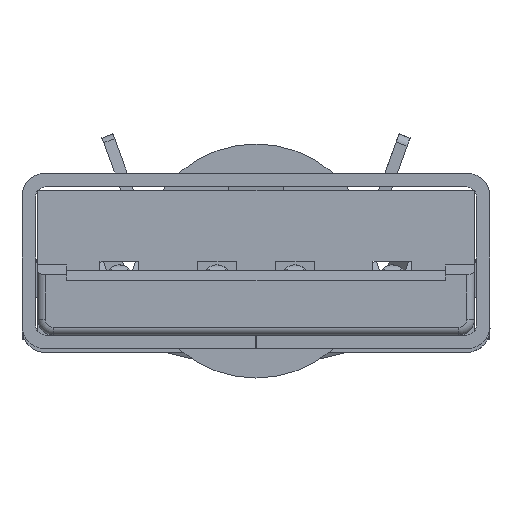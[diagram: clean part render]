
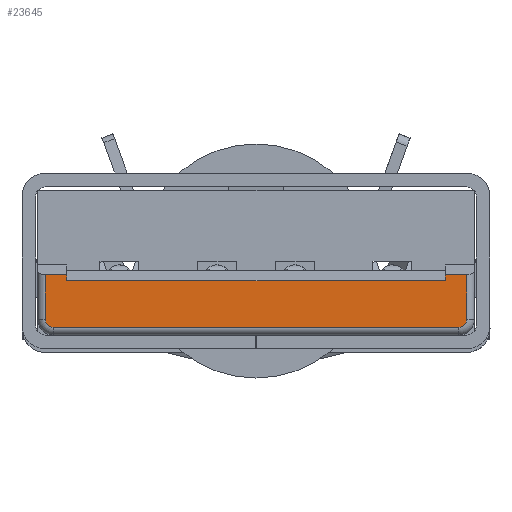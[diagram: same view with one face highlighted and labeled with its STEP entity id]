
A CAD part, left-side view. The second image highlights one B-rep face of the part: STEP entity #23645.
In plain terms, the highlighted planar face has unit normal (-1, 0, 0).
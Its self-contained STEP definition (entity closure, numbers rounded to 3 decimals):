
#473 = ORIENTED_EDGE ( 'NONE', *, *, #16778, .T. ) ;
#755 = LINE ( 'NONE', #12206, #11912 ) ;
#901 = ORIENTED_EDGE ( 'NONE', *, *, #16932, .T. ) ;
#1077 = VERTEX_POINT ( 'NONE', #17487 ) ;
#1698 = EDGE_CURVE ( 'NONE', #28255, #9308, #755, .T. ) ;
#3499 = LINE ( 'NONE', #20741, #9388 ) ;
#3702 = LINE ( 'NONE', #9285, #26813 ) ;
#4098 = LINE ( 'NONE', #18690, #27192 ) ;
#4226 = ORIENTED_EDGE ( 'NONE', *, *, #14940, .T. ) ;
#4790 = CARTESIAN_POINT ( 'NONE',  ( -9.15, 18.65, -3.8 ) ) ;
#5025 = CARTESIAN_POINT ( 'NONE',  ( -9.15, -4.65, -3.65 ) ) ;
#5204 = CARTESIAN_POINT ( 'NONE',  ( -9.15, 28.7, -5. ) ) ;
#6188 = DIRECTION ( 'NONE',  ( 0., 1., 0. ) ) ;
#7328 = LINE ( 'NONE', #5025, #19260 ) ;
#7490 = LINE ( 'NONE', #21491, #25374 ) ;
#7585 = CARTESIAN_POINT ( 'NONE',  ( -9.15, 18.1, -3.65 ) ) ;
#7633 = CARTESIAN_POINT ( 'NONE',  ( -9.15, 18.3, -4.8 ) ) ;
#8434 = ORIENTED_EDGE ( 'NONE', *, *, #17452, .T. ) ;
#8577 = VERTEX_POINT ( 'NONE', #10953 ) ;
#8699 = VERTEX_POINT ( 'NONE', #22805 ) ;
#8781 = EDGE_CURVE ( 'NONE', #8699, #9308, #3499, .T. ) ;
#9285 = CARTESIAN_POINT ( 'NONE',  ( -9.15, 28.9, -5. ) ) ;
#9308 = VERTEX_POINT ( 'NONE', #7585 ) ;
#9388 = VECTOR ( 'NONE', #23002, 1000. ) ;
#9877 = DIRECTION ( 'NONE',  ( 0., 0., -1. ) ) ;
#9913 = ORIENTED_EDGE ( 'NONE', *, *, #8781, .F. ) ;
#10485 = EDGE_LOOP ( 'NONE', ( #901, #27407, #9913, #8434, #15485, #22559, #13244, #4226, #28904, #473 ) ) ;
#10774 = DIRECTION ( 'NONE',  ( -1., 0., 0. ) ) ;
#10953 = CARTESIAN_POINT ( 'NONE',  ( -9.15, 28.9, -4.8 ) ) ;
#11912 = VECTOR ( 'NONE', #18985, 1000. ) ;
#11970 = DIRECTION ( 'NONE',  ( -1., 0., 0. ) ) ;
#12170 = VERTEX_POINT ( 'NONE', #21740 ) ;
#12206 = CARTESIAN_POINT ( 'NONE',  ( -9.15, 18.1, -1.45 ) ) ;
#12989 = CARTESIAN_POINT ( 'NONE',  ( -9.15, 28.9, -3.65 ) ) ;
#13244 = ORIENTED_EDGE ( 'NONE', *, *, #28955, .T. ) ;
#13552 = VERTEX_POINT ( 'NONE', #4790 ) ;
#14142 = EDGE_CURVE ( 'NONE', #8577, #27828, #18322, .T. ) ;
#14299 = CARTESIAN_POINT ( 'NONE',  ( -9.15, 18.3, -5. ) ) ;
#14940 = EDGE_CURVE ( 'NONE', #19401, #8577, #20043, .T. ) ;
#15251 = CARTESIAN_POINT ( 'NONE',  ( -9.15, 28.9, -1.45 ) ) ;
#15485 = ORIENTED_EDGE ( 'NONE', *, *, #28044, .T. ) ;
#16082 = DIRECTION ( 'NONE',  ( 0., -1., 0. ) ) ;
#16778 = EDGE_CURVE ( 'NONE', #27828, #21619, #3702, .T. ) ;
#16932 = EDGE_CURVE ( 'NONE', #21619, #28255, #23991, .T. ) ;
#17000 = DIRECTION ( 'NONE',  ( 0., 0., -1. ) ) ;
#17077 = CARTESIAN_POINT ( 'NONE',  ( -9.15, 28.9, -1.45 ) ) ;
#17452 = EDGE_CURVE ( 'NONE', #8699, #13552, #7490, .T. ) ;
#17487 = CARTESIAN_POINT ( 'NONE',  ( -9.15, 28.35, -3.65 ) ) ;
#18322 = CIRCLE ( 'NONE', #28369, 0.2 ) ;
#18690 = CARTESIAN_POINT ( 'NONE',  ( -9.15, 28.35, -1.45 ) ) ;
#18985 = DIRECTION ( 'NONE',  ( 0., 0., 1. ) ) ;
#19260 = VECTOR ( 'NONE', #25082, 1000. ) ;
#19338 = VECTOR ( 'NONE', #17000, 1000. ) ;
#19401 = VERTEX_POINT ( 'NONE', #12989 ) ;
#20043 = LINE ( 'NONE', #17077, #19338 ) ;
#20254 = CARTESIAN_POINT ( 'NONE',  ( -9.15, 18.1, -4.8 ) ) ;
#20741 = CARTESIAN_POINT ( 'NONE',  ( -9.15, 12.125, -3.65 ) ) ;
#20873 = FACE_OUTER_BOUND ( 'NONE', #10485, .T. ) ;
#21350 = LINE ( 'NONE', #28411, #28033 ) ;
#21491 = CARTESIAN_POINT ( 'NONE',  ( -9.15, 18.65, -1.45 ) ) ;
#21619 = VERTEX_POINT ( 'NONE', #14299 ) ;
#21740 = CARTESIAN_POINT ( 'NONE',  ( -9.15, 28.35, -3.8 ) ) ;
#22559 = ORIENTED_EDGE ( 'NONE', *, *, #23302, .T. ) ;
#22805 = CARTESIAN_POINT ( 'NONE',  ( -9.15, 18.65, -3.65 ) ) ;
#23002 = DIRECTION ( 'NONE',  ( 0., -1., 0. ) ) ;
#23302 = EDGE_CURVE ( 'NONE', #12170, #1077, #4098, .T. ) ;
#23322 = DIRECTION ( 'NONE',  ( -1., 0., 0. ) ) ;
#23645 = ADVANCED_FACE ( 'NONE', ( #20873 ), #24237, .T. ) ;
#23740 = DIRECTION ( 'NONE',  ( 0., 0., -1. ) ) ;
#23991 = CIRCLE ( 'NONE', #28260, 0.2 ) ;
#24237 = PLANE ( 'NONE',  #26879 ) ;
#25082 = DIRECTION ( 'NONE',  ( 0., 1., 0. ) ) ;
#25374 = VECTOR ( 'NONE', #23740, 1000. ) ;
#25409 = CARTESIAN_POINT ( 'NONE',  ( -9.15, 28.7, -4.8 ) ) ;
#26482 = DIRECTION ( 'NONE',  ( 0., 0., 1. ) ) ;
#26813 = VECTOR ( 'NONE', #16082, 1000. ) ;
#26879 = AXIS2_PLACEMENT_3D ( 'NONE', #15251, #10774, #26482 ) ;
#27192 = VECTOR ( 'NONE', #27704, 1000. ) ;
#27407 = ORIENTED_EDGE ( 'NONE', *, *, #1698, .T. ) ;
#27655 = DIRECTION ( 'NONE',  ( 0., 0., -1. ) ) ;
#27704 = DIRECTION ( 'NONE',  ( 0., 0., 1. ) ) ;
#27828 = VERTEX_POINT ( 'NONE', #5204 ) ;
#28033 = VECTOR ( 'NONE', #6188, 1000. ) ;
#28044 = EDGE_CURVE ( 'NONE', #13552, #12170, #21350, .T. ) ;
#28255 = VERTEX_POINT ( 'NONE', #20254 ) ;
#28260 = AXIS2_PLACEMENT_3D ( 'NONE', #7633, #23322, #9877 ) ;
#28369 = AXIS2_PLACEMENT_3D ( 'NONE', #25409, #11970, #27655 ) ;
#28411 = CARTESIAN_POINT ( 'NONE',  ( -9.15, 12.125, -3.8 ) ) ;
#28904 = ORIENTED_EDGE ( 'NONE', *, *, #14142, .T. ) ;
#28955 = EDGE_CURVE ( 'NONE', #1077, #19401, #7328, .T. ) ;
